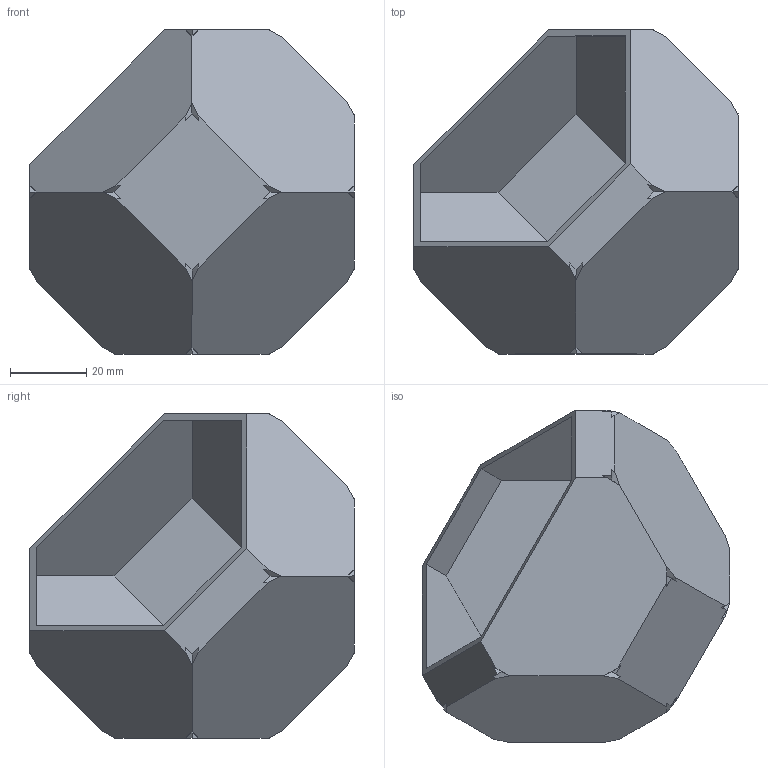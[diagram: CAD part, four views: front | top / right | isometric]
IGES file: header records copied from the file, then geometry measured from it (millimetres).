
Global section: file name: C3_case; native system: Autodesk Inventor 2018; preprocessor: unknown; author: izumi; date: 20190528.100856; units: millimetre
Bounding box: 85.2 x 85.2 x 85.2 mm (x, y, z)
Volume: 27971.1 mm3; surface area: 35582.6 mm2
Topology: 1 solids, 1 shells, 99 faces, 252 edges, 138 vertices
Faces by surface type: bspline 99
